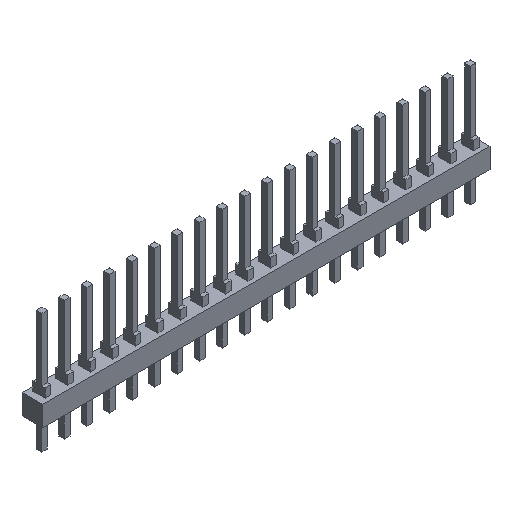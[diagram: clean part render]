
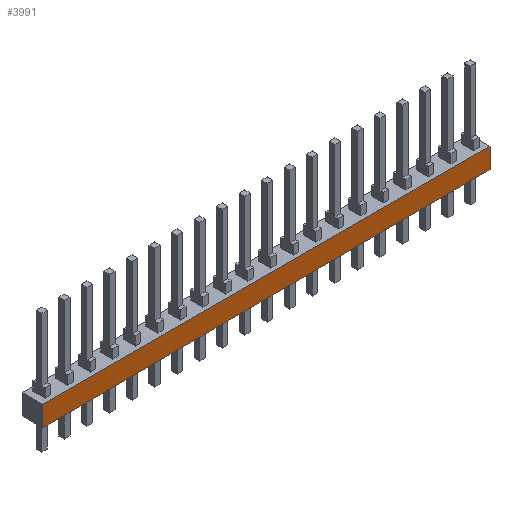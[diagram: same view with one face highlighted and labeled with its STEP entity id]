
A CAD part, isometric view. The second image highlights one B-rep face of the part: STEP entity #3991.
In plain terms, the highlighted planar face has unit normal (0, -1, 0).
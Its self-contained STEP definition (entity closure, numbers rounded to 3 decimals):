
#72=DIRECTION('',(1.,0.,0.));
#73=VECTOR('',#72,50.394);
#74=CARTESIAN_POINT('',(-25.197,-1.168,0.));
#75=LINE('',#74,#73);
#76=DIRECTION('',(0.,0.,-1.));
#77=VECTOR('',#76,2.286);
#78=CARTESIAN_POINT('',(25.197,-1.168,0.));
#79=LINE('',#78,#77);
#80=DIRECTION('',(-1.,0.,0.));
#81=VECTOR('',#80,50.394);
#82=CARTESIAN_POINT('',(25.197,-1.168,-2.286));
#83=LINE('',#82,#81);
#84=DIRECTION('',(0.,0.,1.));
#85=VECTOR('',#84,2.286);
#86=CARTESIAN_POINT('',(-25.197,-1.168,-2.286));
#87=LINE('',#86,#85);
#3000=CARTESIAN_POINT('',(-25.197,-1.168,0.));
#3001=CARTESIAN_POINT('',(25.197,-1.168,0.));
#3002=VERTEX_POINT('',#3000);
#3003=VERTEX_POINT('',#3001);
#3004=CARTESIAN_POINT('',(25.197,-1.168,-2.286));
#3005=VERTEX_POINT('',#3004);
#3006=CARTESIAN_POINT('',(-25.197,-1.168,-2.286));
#3007=VERTEX_POINT('',#3006);
#3976=CARTESIAN_POINT('',(0.,-1.168,0.));
#3977=DIRECTION('',(0.,1.,0.));
#3978=DIRECTION('',(1.,0.,0.));
#3979=AXIS2_PLACEMENT_3D('',#3976,#3977,#3978);
#3980=PLANE('',#3979);
#3982=ORIENTED_EDGE('',*,*,#3981,.T.);
#3984=ORIENTED_EDGE('',*,*,#3983,.T.);
#3986=ORIENTED_EDGE('',*,*,#3985,.T.);
#3988=ORIENTED_EDGE('',*,*,#3987,.T.);
#3989=EDGE_LOOP('',(#3982,#3984,#3986,#3988));
#3990=FACE_OUTER_BOUND('',#3989,.F.);
#3991=ADVANCED_FACE('',(#3990),#3980,.F.);
#3981=EDGE_CURVE('',#3002,#3003,#75,.T.);
#3983=EDGE_CURVE('',#3003,#3005,#79,.T.);
#3985=EDGE_CURVE('',#3005,#3007,#83,.T.);
#3987=EDGE_CURVE('',#3007,#3002,#87,.T.);
